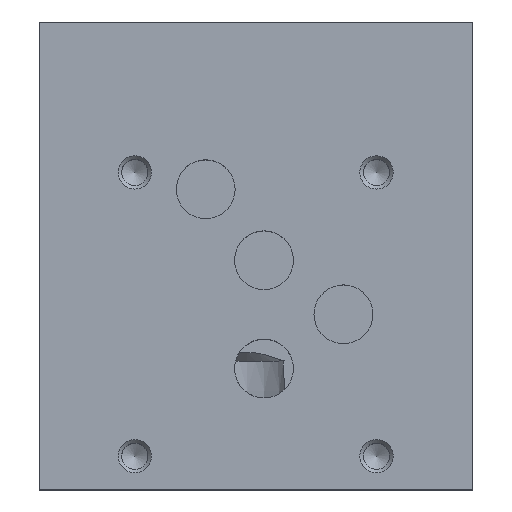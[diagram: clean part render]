
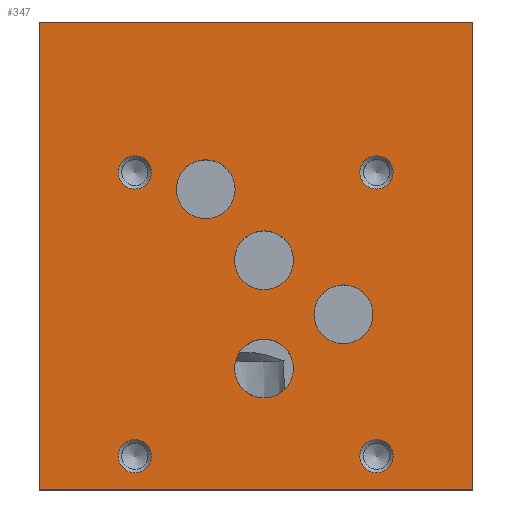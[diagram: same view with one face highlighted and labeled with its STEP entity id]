
A CAD part, top view. The second image highlights one B-rep face of the part: STEP entity #347.
In plain terms, the highlighted planar face has unit normal (0, 0, 1).
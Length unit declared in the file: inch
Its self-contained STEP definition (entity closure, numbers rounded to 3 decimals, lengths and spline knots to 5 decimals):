
#347 = ADVANCED_FACE( '', ( #886, #887, #888, #889, #890, #891, #892, #893, #894 ), #895, .F. );
#886 = FACE_BOUND( '', #1663, .T. );
#887 = FACE_BOUND( '', #1664, .T. );
#888 = FACE_BOUND( '', #1665, .T. );
#889 = FACE_BOUND( '', #1666, .T. );
#890 = FACE_BOUND( '', #1667, .T. );
#891 = FACE_BOUND( '', #1668, .T. );
#892 = FACE_BOUND( '', #1669, .T. );
#893 = FACE_BOUND( '', #1670, .T. );
#894 = FACE_OUTER_BOUND( '', #1671, .T. );
#895 = PLANE( '', #1672 );
#1663 = EDGE_LOOP( '', ( #2644 ) );
#1664 = EDGE_LOOP( '', ( #2645 ) );
#1665 = EDGE_LOOP( '', ( #2646 ) );
#1666 = EDGE_LOOP( '', ( #2647 ) );
#1667 = EDGE_LOOP( '', ( #2648 ) );
#1668 = EDGE_LOOP( '', ( #2649 ) );
#1669 = EDGE_LOOP( '', ( #2650 ) );
#1670 = EDGE_LOOP( '', ( #2651 ) );
#1671 = EDGE_LOOP( '', ( #2652, #2653, #2654, #2655 ) );
#1672 = AXIS2_PLACEMENT_3D( '', #2656, #2657, #2658 );
#2644 = ORIENTED_EDGE( '', *, *, #4477, .F. );
#2645 = ORIENTED_EDGE( '', *, *, #4478, .F. );
#2646 = ORIENTED_EDGE( '', *, *, #4397, .F. );
#2647 = ORIENTED_EDGE( '', *, *, #4479, .F. );
#2648 = ORIENTED_EDGE( '', *, *, #4480, .F. );
#2649 = ORIENTED_EDGE( '', *, *, #4481, .F. );
#2650 = ORIENTED_EDGE( '', *, *, #4300, .F. );
#2651 = ORIENTED_EDGE( '', *, *, #4330, .F. );
#2652 = ORIENTED_EDGE( '', *, *, #4482, .T. );
#2653 = ORIENTED_EDGE( '', *, *, #4483, .F. );
#2654 = ORIENTED_EDGE( '', *, *, #4291, .F. );
#2655 = ORIENTED_EDGE( '', *, *, #4484, .T. );
#2656 = CARTESIAN_POINT( '', ( 3.25, 3.5, 3.5 ) );
#2657 = DIRECTION( '', ( 0., 0., -1. ) );
#2658 = DIRECTION( '', ( -1., 0., 0. ) );
#4291 = EDGE_CURVE( '', #5088, #5090, #5091, .T. );
#4300 = EDGE_CURVE( '', #5105, #5105, #5106, .T. );
#4330 = EDGE_CURVE( '', #5158, #5158, #5159, .T. );
#4397 = EDGE_CURVE( '', #5276, #5276, #5277, .T. );
#4477 = EDGE_CURVE( '', #5406, #5406, #5407, .T. );
#4478 = EDGE_CURVE( '', #5408, #5408, #5409, .T. );
#4479 = EDGE_CURVE( '', #5410, #5410, #5411, .T. );
#4480 = EDGE_CURVE( '', #5412, #5412, #5413, .T. );
#4481 = EDGE_CURVE( '', #5414, #5414, #5415, .T. );
#4482 = EDGE_CURVE( '', #5416, #5417, #5418, .T. );
#4483 = EDGE_CURVE( '', #5090, #5417, #5419, .T. );
#4484 = EDGE_CURVE( '', #5088, #5416, #5420, .T. );
#5088 = VERTEX_POINT( '', #6232 );
#5090 = VERTEX_POINT( '', #6235 );
#5091 = LINE( '', #6236, #6237 );
#5105 = VERTEX_POINT( '', #6257 );
#5106 = CIRCLE( '', #6258, 0.2205 );
#5158 = VERTEX_POINT( '', #6336 );
#5159 = CIRCLE( '', #6337, 0.2205 );
#5276 = VERTEX_POINT( '', #6497 );
#5277 = CIRCLE( '', #6498, 0.125 );
#5406 = VERTEX_POINT( '', #6670 );
#5407 = CIRCLE( '', #6671, 0.125 );
#5408 = VERTEX_POINT( '', #6672 );
#5409 = CIRCLE( '', #6673, 0.125 );
#5410 = VERTEX_POINT( '', #6674 );
#5411 = CIRCLE( '', #6675, 0.125 );
#5412 = VERTEX_POINT( '', #6676 );
#5413 = CIRCLE( '', #6677, 0.2205 );
#5414 = VERTEX_POINT( '', #6678 );
#5415 = CIRCLE( '', #6679, 0.2205 );
#5416 = VERTEX_POINT( '', #6680 );
#5417 = VERTEX_POINT( '', #6681 );
#5418 = LINE( '', #6682, #6683 );
#5419 = LINE( '', #6684, #6685 );
#5420 = LINE( '', #6686, #6687 );
#6232 = CARTESIAN_POINT( '', ( 3.25, 3.5, 3.5 ) );
#6235 = CARTESIAN_POINT( '', ( 3.25, 0., 3.5 ) );
#6236 = CARTESIAN_POINT( '', ( 3.25, 3.5, 3.5 ) );
#6237 = VECTOR( '', #7765, 39.37008 );
#6257 = CARTESIAN_POINT( '', ( 1.4685, 2.247, 3.5 ) );
#6258 = AXIS2_PLACEMENT_3D( '', #7772, #7773, #7774 );
#6336 = CARTESIAN_POINT( '', ( 2.5005, 1.31, 3.5 ) );
#6337 = AXIS2_PLACEMENT_3D( '', #7807, #7808, #7809 );
#6497 = CARTESIAN_POINT( '', ( 2.653, 0.247, 3.5 ) );
#6498 = AXIS2_PLACEMENT_3D( '', #7877, #7878, #7879 );
#6670 = CARTESIAN_POINT( '', ( 0.842, 2.373, 3.5 ) );
#6671 = AXIS2_PLACEMENT_3D( '', #7962, #7963, #7964 );
#6672 = CARTESIAN_POINT( '', ( 0.842, 0.247, 3.5 ) );
#6673 = AXIS2_PLACEMENT_3D( '', #7965, #7966, #7967 );
#6674 = CARTESIAN_POINT( '', ( 2.653, 2.373, 3.5 ) );
#6675 = AXIS2_PLACEMENT_3D( '', #7968, #7969, #7970 );
#6676 = CARTESIAN_POINT( '', ( 1.9055, 0.904, 3.5 ) );
#6677 = AXIS2_PLACEMENT_3D( '', #7971, #7972, #7973 );
#6678 = CARTESIAN_POINT( '', ( 1.9055, 1.715, 3.5 ) );
#6679 = AXIS2_PLACEMENT_3D( '', #7974, #7975, #7976 );
#6680 = CARTESIAN_POINT( '', ( 0., 3.5, 3.5 ) );
#6681 = CARTESIAN_POINT( '', ( 0., 0., 3.5 ) );
#6682 = CARTESIAN_POINT( '', ( 0., 3.5, 3.5 ) );
#6683 = VECTOR( '', #7977, 39.37008 );
#6684 = CARTESIAN_POINT( '', ( 3.25, 0., 3.5 ) );
#6685 = VECTOR( '', #7978, 39.37008 );
#6686 = CARTESIAN_POINT( '', ( 3.25, 3.5, 3.5 ) );
#6687 = VECTOR( '', #7979, 39.37008 );
#7765 = DIRECTION( '', ( 0., -1., 0. ) );
#7772 = CARTESIAN_POINT( '', ( 1.248, 2.247, 3.5 ) );
#7773 = DIRECTION( '', ( 0., 0., 1. ) );
#7774 = DIRECTION( '', ( 1., 0., 0. ) );
#7807 = CARTESIAN_POINT( '', ( 2.28, 1.31, 3.5 ) );
#7808 = DIRECTION( '', ( 0., 0., 1. ) );
#7809 = DIRECTION( '', ( 1., 0., 0. ) );
#7877 = CARTESIAN_POINT( '', ( 2.528, 0.247, 3.5 ) );
#7878 = DIRECTION( '', ( 0., 0., 1. ) );
#7879 = DIRECTION( '', ( 1., 0., 0. ) );
#7962 = CARTESIAN_POINT( '', ( 0.717, 2.373, 3.5 ) );
#7963 = DIRECTION( '', ( 0., 0., 1. ) );
#7964 = DIRECTION( '', ( 1., 0., 0. ) );
#7965 = CARTESIAN_POINT( '', ( 0.717, 0.247, 3.5 ) );
#7966 = DIRECTION( '', ( 0., 0., 1. ) );
#7967 = DIRECTION( '', ( 1., 0., 0. ) );
#7968 = CARTESIAN_POINT( '', ( 2.528, 2.373, 3.5 ) );
#7969 = DIRECTION( '', ( 0., 0., 1. ) );
#7970 = DIRECTION( '', ( 1., 0., 0. ) );
#7971 = CARTESIAN_POINT( '', ( 1.685, 0.904, 3.5 ) );
#7972 = DIRECTION( '', ( 0., 0., 1. ) );
#7973 = DIRECTION( '', ( 1., 0., 0. ) );
#7974 = CARTESIAN_POINT( '', ( 1.685, 1.715, 3.5 ) );
#7975 = DIRECTION( '', ( 0., 0., 1. ) );
#7976 = DIRECTION( '', ( 1., 0., 0. ) );
#7977 = DIRECTION( '', ( 0., -1., 0. ) );
#7978 = DIRECTION( '', ( -1., 0., 0. ) );
#7979 = DIRECTION( '', ( -1., 0., 0. ) );
